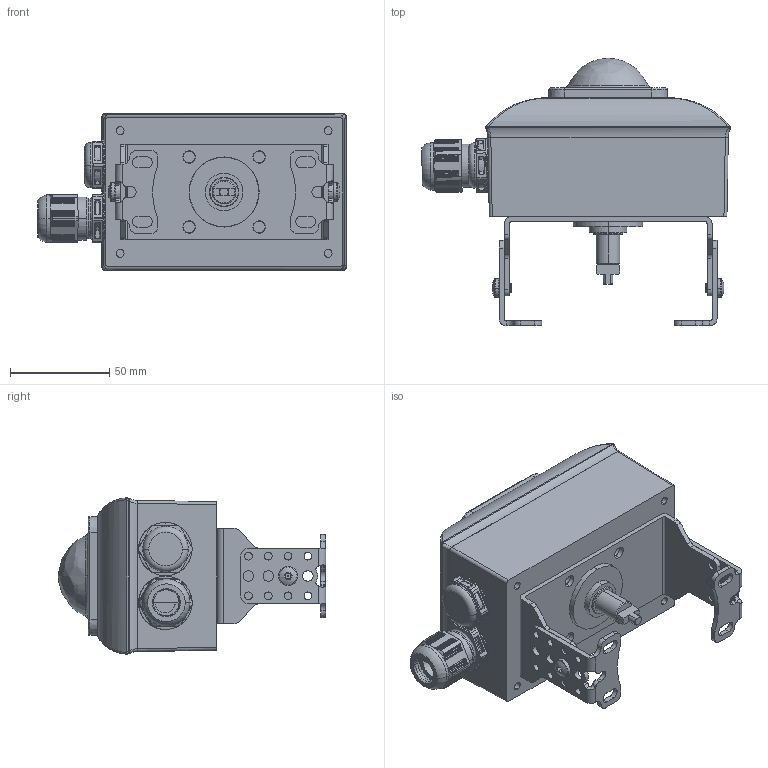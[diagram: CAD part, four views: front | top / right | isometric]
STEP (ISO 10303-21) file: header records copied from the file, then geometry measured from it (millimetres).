
FILE_DESCRIPTION (( 'STEP AP214' ), '1' );
FILE_NAME ('E_E_02-1KV-3D.STEP', '2024-01-31T14:04:49', ( '' ), ( '' ), 'SwSTEP 2.0', 'SolidWorks 2021', '' );
FILE_SCHEMA (( 'AUTOMOTIVE_DESIGN' ));
Length unit declared in the file: metre
Products named in the file (11): E_E_02-2KV-3D_6; E_E_02-2KV-3D_3; E_E_02-2KV-3D_7; E_E_02-2KV-3D_8; E_E_02-2KV-3D_2; E_E_02-1KV-3D; E_E_02-2KV-3D_10; PR02_Deckel_Stecker; E_E_02-2KV-3D; E_E_02-2KV-3D_5; E_E_02-2KV-3D_4
Assembly tree (10 placements, depth 2):
  E_E_02-1KV-3D
    E_E_02-2KV-3D
    E_E_02-2KV-3D_6
    E_E_02-2KV-3D_4
    E_E_02-2KV-3D_3
    E_E_02-2KV-3D_10
    E_E_02-2KV-3D_8
    E_E_02-2KV-3D_2
    E_E_02-2KV-3D_5
    E_E_02-2KV-3D_7
    PR02_Deckel_Stecker
Bounding box: 155.84 x 135 x 78.99 mm (x, y, z)
Volume: 606838.4 mm3; surface area: 85327.9 mm2
Topology: 10 solids, 10 shells, 1270 faces, 3238 edges, 2019 vertices
Faces by surface type: cylinder 456, plane 386, cone 267, torus 92, bspline 43, sphere 26
Entity records: 43665 total; most frequent: CARTESIAN_POINT 12634, ORIENTED_EDGE 6444, DIRECTION 5979, EDGE_CURVE 3222, AXIS2_PLACEMENT_3D 2291, VERTEX_POINT 2017, LINE 1397, VECTOR 1397
